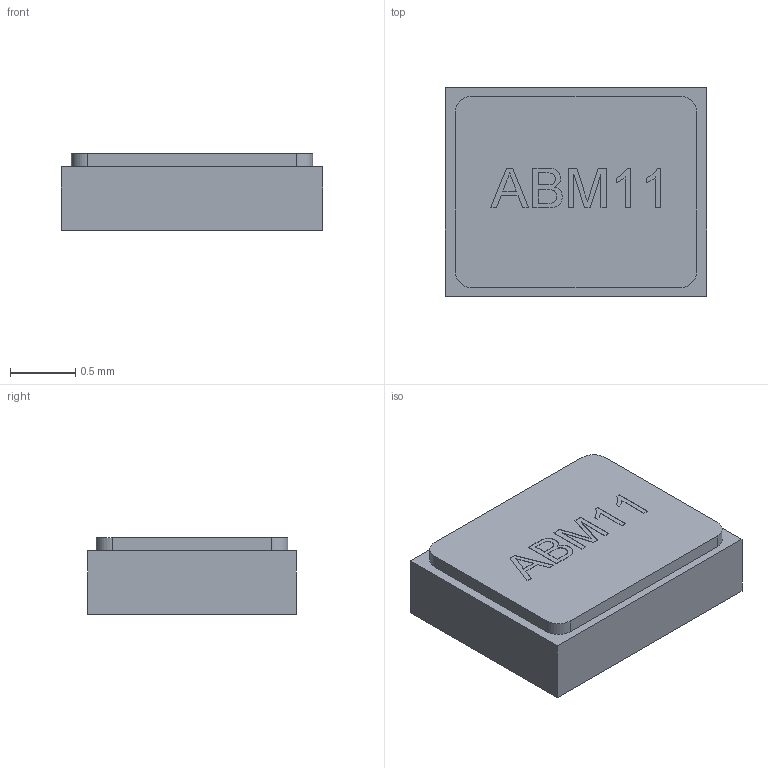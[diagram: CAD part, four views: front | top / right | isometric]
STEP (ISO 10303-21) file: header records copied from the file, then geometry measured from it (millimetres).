
FILE_DESCRIPTION(('FreeCAD Model'),'2;1');
FILE_NAME('ABM11.step','2017-07-25T16:44:58',( 'kicad StepUp'),('ksu MCAD'),'Open CASCADE STEP processor 6.8', 'FreeCAD','Unknown');
FILE_SCHEMA(('AUTOMOTIVE_DESIGN_CC2 { 1 2 10303 214 -1 1 5 4 }'));
Length unit declared in the file: millimetre
Products named in the file (2): ASSEMBLY; ABM11
Assembly tree (1 placements, depth 2):
  ASSEMBLY
    ABM11
Bounding box: 2.01 x 1.6 x 0.59 mm (x, y, z)
Volume: 1.8 mm3; surface area: 10.6 mm2
Topology: 1 solids, 1 shells, 105 faces, 270 edges, 180 vertices
Faces by surface type: plane 83, bspline 18, cylinder 4
Entity records: 4638 total; most frequent: CARTESIAN_POINT 1423, ORIENTED_EDGE 540, DIRECTION 420, EDGE_CURVE 270, LINE 226, VECTOR 226, VERTEX_POINT 180, FACE_BOUND 118
